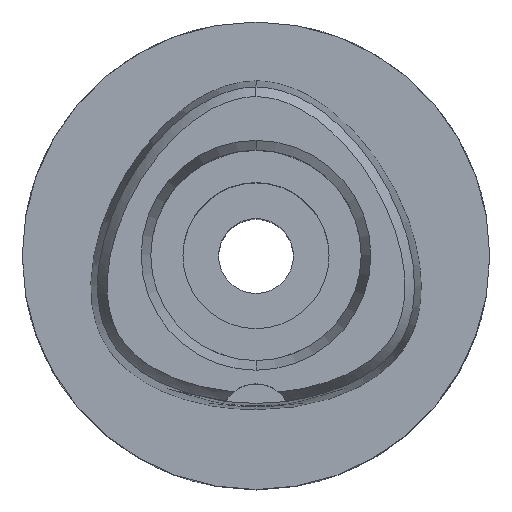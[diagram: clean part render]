
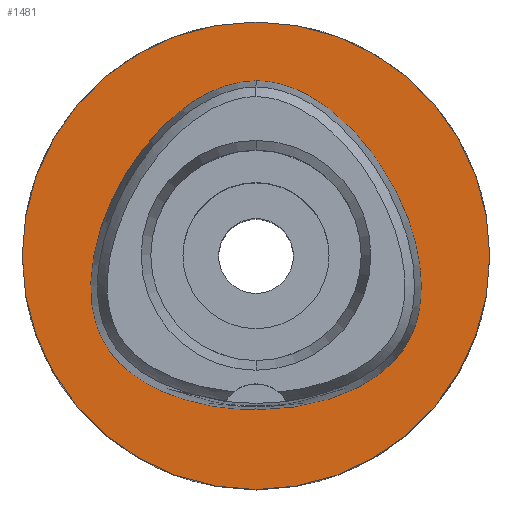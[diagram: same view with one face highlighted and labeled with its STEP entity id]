
A CAD part, top view. The second image highlights one B-rep face of the part: STEP entity #1481.
In plain terms, the highlighted planar face has unit normal (0, 0, 1).
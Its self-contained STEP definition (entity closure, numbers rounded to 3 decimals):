
#50 = CARTESIAN_POINT ( 'NONE',  ( 3.782, 14.194, 0. ) ) ;
#51 = EDGE_CURVE ( 'NONE', #4697, #2570, #2668, .T. ) ;
#93 = CARTESIAN_POINT ( 'NONE',  ( 12.525, -8.174, 0. ) ) ;
#167 = B_SPLINE_CURVE_WITH_KNOTS ( 'NONE', 3,
 ( #406, #4119, #1486, #2267, #1163, #3740, #1867, #93, #4074, #1534, #3360, #2637, #454, #1553, #4419, #3007, #1118, #3334, #50, #4485, #2241, #2987 ),
 .UNSPECIFIED., .F., .F.,
 ( 4, 1, 1, 1, 1, 1, 1, 1, 1, 1, 1, 1, 1, 1, 1, 1, 1, 1, 1, 4 ),
 ( 0., 0.083, 0.167, 0.208, 0.25, 0.292, 0.312, 0.333, 0.354, 0.375, 0.417, 0.458, 0.5, 0.583, 0.667, 0.75, 0.833, 0.917, 0.958, 1. ),
 .UNSPECIFIED. ) ;
#241 = CARTESIAN_POINT ( 'NONE',  ( -14.056, -4.369, 0. ) ) ;
#248 = ORIENTED_EDGE ( 'NONE', *, *, #4445, .F. ) ;
#314 = CARTESIAN_POINT ( 'NONE',  ( -10.811, -9.988, 0. ) ) ;
#393 = ORIENTED_EDGE ( 'NONE', *, *, #4171, .F. ) ;
#406 = CARTESIAN_POINT ( 'NONE',  ( 0., -13.163, 0. ) ) ;
#439 = CARTESIAN_POINT ( 'NONE',  ( 0., 20., 0. ) ) ;
#454 = CARTESIAN_POINT ( 'NONE',  ( 14.173, -2.619, 0. ) ) ;
#580 = CIRCLE ( 'NONE', #3268, 20. ) ;
#643 = CARTESIAN_POINT ( 'NONE',  ( -12.971, -7.489, 0. ) ) ;
#644 = AXIS2_PLACEMENT_3D ( 'NONE', #803, #4392, #4443 ) ;
#688 = CARTESIAN_POINT ( 'NONE',  ( -13.214, 2.96, 0. ) ) ;
#728 = EDGE_LOOP ( 'NONE', ( #248, #393 ) ) ;
#803 = CARTESIAN_POINT ( 'NONE',  ( 0., 0., 0. ) ) ;
#859 = ORIENTED_EDGE ( 'NONE', *, *, #51, .F. ) ;
#959 = CIRCLE ( 'NONE', #1428, 20. ) ;
#978 = CARTESIAN_POINT ( 'NONE',  ( -11.837, -9.029, 0. ) ) ;
#1048 = CARTESIAN_POINT ( 'NONE',  ( 0., 14.963, 0. ) ) ;
#1096 = EDGE_LOOP ( 'NONE', ( #859, #4555 ) ) ;
#1118 = CARTESIAN_POINT ( 'NONE',  ( 9.171, 9.964, 0. ) ) ;
#1163 = CARTESIAN_POINT ( 'NONE',  ( 9.355, -10.965, 0. ) ) ;
#1366 = CARTESIAN_POINT ( 'NONE',  ( -13.341, -6.76, 0. ) ) ;
#1425 = EDGE_CURVE ( 'NONE', #2570, #4697, #167, .T. ) ;
#1428 = AXIS2_PLACEMENT_3D ( 'NONE', #3617, #4615, #4711 ) ;
#1465 = FACE_BOUND ( 'NONE', #1096, .T. ) ;
#1481 = ADVANCED_FACE ( 'NONE', ( #4466, #1465 ), #4096, .F. ) ;
#1486 = CARTESIAN_POINT ( 'NONE',  ( 4.043, -12.924, 0. ) ) ;
#1534 = CARTESIAN_POINT ( 'NONE',  ( 13.341, -6.76, 0. ) ) ;
#1553 = CARTESIAN_POINT ( 'NONE',  ( 14.001, -0.186, 0. ) ) ;
#1703 = CARTESIAN_POINT ( 'NONE',  ( -9.355, -10.965, 0. ) ) ;
#1730 = CARTESIAN_POINT ( 'NONE',  ( -6.373, 12.669, 0. ) ) ;
#1757 = CARTESIAN_POINT ( 'NONE',  ( 0., -13.163, 0. ) ) ;
#1867 = CARTESIAN_POINT ( 'NONE',  ( 11.837, -9.029, 0. ) ) ;
#2165 = CARTESIAN_POINT ( 'NONE',  ( 0., 0., 0. ) ) ;
#2241 = CARTESIAN_POINT ( 'NONE',  ( 0.544, 14.963, 0. ) ) ;
#2267 = CARTESIAN_POINT ( 'NONE',  ( 7.162, -12.032, 0. ) ) ;
#2453 = CARTESIAN_POINT ( 'NONE',  ( -7.162, -12.032, 0. ) ) ;
#2499 = CARTESIAN_POINT ( 'NONE',  ( -14.173, -2.619, 0. ) ) ;
#2570 = VERTEX_POINT ( 'NONE', #4420 ) ;
#2637 = CARTESIAN_POINT ( 'NONE',  ( 14.056, -4.369, 0. ) ) ;
#2648 = CARTESIAN_POINT ( 'NONE',  ( 0., 14.963, 0. ) ) ;
#2668 = B_SPLINE_CURVE_WITH_KNOTS ( 'NONE', 3,
 ( #1048, #3996, #3606, #4659, #1730, #3213, #2840, #688, #2890, #2499, #241, #2790, #1366, #643, #4294, #978, #314, #1703, #2453, #3931, #3584, #1757 ),
 .UNSPECIFIED., .F., .F.,
 ( 4, 1, 1, 1, 1, 1, 1, 1, 1, 1, 1, 1, 1, 1, 1, 1, 1, 1, 1, 4 ),
 ( 0., 0.042, 0.083, 0.167, 0.25, 0.333, 0.417, 0.5, 0.542, 0.583, 0.625, 0.646, 0.667, 0.688, 0.708, 0.75, 0.792, 0.833, 0.917, 1. ),
 .UNSPECIFIED. ) ;
#2790 = CARTESIAN_POINT ( 'NONE',  ( -13.738, -5.737, 0. ) ) ;
#2840 = CARTESIAN_POINT ( 'NONE',  ( -11.503, 6.641, 0. ) ) ;
#2890 = CARTESIAN_POINT ( 'NONE',  ( -14.001, -0.186, 0. ) ) ;
#2987 = CARTESIAN_POINT ( 'NONE',  ( 0., 14.963, 0. ) ) ;
#3007 = CARTESIAN_POINT ( 'NONE',  ( 11.503, 6.641, 0. ) ) ;
#3213 = CARTESIAN_POINT ( 'NONE',  ( -9.171, 9.964, 0. ) ) ;
#3268 = AXIS2_PLACEMENT_3D ( 'NONE', #2165, #3353, #3974 ) ;
#3334 = CARTESIAN_POINT ( 'NONE',  ( 6.373, 12.669, 0. ) ) ;
#3353 = DIRECTION ( 'NONE',  ( 0., 0., -1. ) ) ;
#3360 = CARTESIAN_POINT ( 'NONE',  ( 13.738, -5.737, 0. ) ) ;
#3453 = VERTEX_POINT ( 'NONE', #439 ) ;
#3494 = VERTEX_POINT ( 'NONE', #4060 ) ;
#3584 = CARTESIAN_POINT ( 'NONE',  ( -1.348, -13.163, 0. ) ) ;
#3606 = CARTESIAN_POINT ( 'NONE',  ( -1.632, 14.847, 0. ) ) ;
#3617 = CARTESIAN_POINT ( 'NONE',  ( 0., 0., 0. ) ) ;
#3740 = CARTESIAN_POINT ( 'NONE',  ( 10.811, -9.988, 0. ) ) ;
#3931 = CARTESIAN_POINT ( 'NONE',  ( -4.043, -12.924, 0. ) ) ;
#3974 = DIRECTION ( 'NONE',  ( 0., 1., 0. ) ) ;
#3996 = CARTESIAN_POINT ( 'NONE',  ( -0.544, 14.963, 0. ) ) ;
#4060 = CARTESIAN_POINT ( 'NONE',  ( 0., -20., 0. ) ) ;
#4074 = CARTESIAN_POINT ( 'NONE',  ( 12.971, -7.489, 0. ) ) ;
#4096 = PLANE ( 'NONE',  #644 ) ;
#4119 = CARTESIAN_POINT ( 'NONE',  ( 1.348, -13.163, 0. ) ) ;
#4171 = EDGE_CURVE ( 'NONE', #3494, #3453, #959, .T. ) ;
#4294 = CARTESIAN_POINT ( 'NONE',  ( -12.525, -8.174, 0. ) ) ;
#4392 = DIRECTION ( 'NONE',  ( 0., 0., -1. ) ) ;
#4419 = CARTESIAN_POINT ( 'NONE',  ( 13.214, 2.96, 0. ) ) ;
#4420 = CARTESIAN_POINT ( 'NONE',  ( 0., -13.163, 0. ) ) ;
#4443 = DIRECTION ( 'NONE',  ( 0., -1., 0. ) ) ;
#4445 = EDGE_CURVE ( 'NONE', #3453, #3494, #580, .T. ) ;
#4466 = FACE_OUTER_BOUND ( 'NONE', #728, .T. ) ;
#4485 = CARTESIAN_POINT ( 'NONE',  ( 1.632, 14.847, 0. ) ) ;
#4555 = ORIENTED_EDGE ( 'NONE', *, *, #1425, .F. ) ;
#4615 = DIRECTION ( 'NONE',  ( 0., 0., -1. ) ) ;
#4659 = CARTESIAN_POINT ( 'NONE',  ( -3.782, 14.194, 0. ) ) ;
#4697 = VERTEX_POINT ( 'NONE', #2648 ) ;
#4711 = DIRECTION ( 'NONE',  ( 0., -1., 0. ) ) ;
